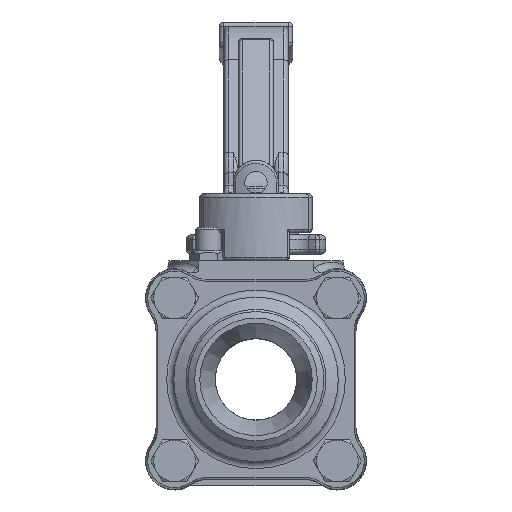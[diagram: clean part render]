
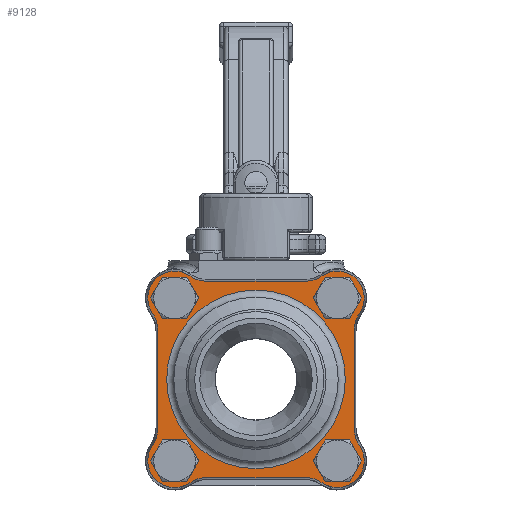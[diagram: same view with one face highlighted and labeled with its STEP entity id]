
A CAD part, front view. The second image highlights one B-rep face of the part: STEP entity #9128.
In plain terms, the highlighted face is planar.
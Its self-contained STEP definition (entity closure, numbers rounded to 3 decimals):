
#607=LINE('',#14538,#1202);
#612=LINE('',#14554,#1207);
#613=LINE('',#14586,#1208);
#614=LINE('',#14593,#1209);
#1202=VECTOR('',#11282,30.579);
#1207=VECTOR('',#11301,30.579);
#1208=VECTOR('',#11340,30.579);
#1209=VECTOR('',#11347,30.579);
#1793=PLANE('',#9849);
#1998=FACE_BOUND('',#2784,.T.);
#1999=FACE_BOUND('',#2785,.T.);
#2000=FACE_BOUND('',#2786,.T.);
#2001=FACE_BOUND('',#2787,.T.);
#2002=FACE_BOUND('',#2788,.T.);
#2159=FACE_OUTER_BOUND('',#2783,.T.);
#2783=EDGE_LOOP('',(#6573,#6574,#6575,#6576,#6577,#6578,#6579,#6580,#6581,
#6582,#6583,#6584,#6585,#6586,#6587,#6588));
#2784=EDGE_LOOP('',(#6589));
#2785=EDGE_LOOP('',(#6590));
#2786=EDGE_LOOP('',(#6591));
#2787=EDGE_LOOP('',(#6592));
#2788=EDGE_LOOP('',(#6593));
#3413=CIRCLE('',#9821,9.431);
#3414=CIRCLE('',#9823,8.369);
#3415=CIRCLE('',#9825,9.431);
#3416=CIRCLE('',#9828,9.431);
#3417=CIRCLE('',#9830,8.369);
#3418=CIRCLE('',#9832,9.431);
#3426=CIRCLE('',#9847,27.85);
#3427=CIRCLE('',#9850,9.431);
#3428=CIRCLE('',#9851,8.369);
#3429=CIRCLE('',#9852,9.431);
#3430=CIRCLE('',#9853,9.431);
#3431=CIRCLE('',#9854,8.369);
#3432=CIRCLE('',#9855,9.431);
#3433=CIRCLE('',#9856,4.25);
#3434=CIRCLE('',#9857,4.25);
#3435=CIRCLE('',#9858,4.25);
#3436=CIRCLE('',#9859,4.25);
#4032=VERTEX_POINT('',#14522);
#4033=VERTEX_POINT('',#14524);
#4034=VERTEX_POINT('',#14528);
#4035=VERTEX_POINT('',#14532);
#4036=VERTEX_POINT('',#14536);
#4037=VERTEX_POINT('',#14540);
#4038=VERTEX_POINT('',#14544);
#4039=VERTEX_POINT('',#14548);
#4040=VERTEX_POINT('',#14552);
#4048=VERTEX_POINT('',#14575);
#4049=VERTEX_POINT('',#14579);
#4050=VERTEX_POINT('',#14581);
#4051=VERTEX_POINT('',#14583);
#4052=VERTEX_POINT('',#14585);
#4053=VERTEX_POINT('',#14587);
#4054=VERTEX_POINT('',#14589);
#4055=VERTEX_POINT('',#14591);
#4056=VERTEX_POINT('',#14594);
#4057=VERTEX_POINT('',#14596);
#4058=VERTEX_POINT('',#14598);
#4059=VERTEX_POINT('',#14600);
#4963=EDGE_CURVE('',#4032,#4033,#3413,.T.);
#4966=EDGE_CURVE('',#4034,#4032,#3414,.T.);
#4968=EDGE_CURVE('',#4035,#4034,#3415,.T.);
#4970=EDGE_CURVE('',#4036,#4035,#607,.T.);
#4972=EDGE_CURVE('',#4037,#4036,#3416,.T.);
#4974=EDGE_CURVE('',#4038,#4037,#3417,.T.);
#4976=EDGE_CURVE('',#4039,#4038,#3418,.T.);
#4978=EDGE_CURVE('',#4040,#4039,#612,.T.);
#4986=EDGE_CURVE('',#4048,#4048,#3426,.T.);
#4987=EDGE_CURVE('',#4049,#4040,#3427,.T.);
#4988=EDGE_CURVE('',#4050,#4049,#3428,.T.);
#4989=EDGE_CURVE('',#4051,#4050,#3429,.T.);
#4990=EDGE_CURVE('',#4052,#4051,#613,.T.);
#4991=EDGE_CURVE('',#4053,#4052,#3430,.T.);
#4992=EDGE_CURVE('',#4054,#4053,#3431,.T.);
#4993=EDGE_CURVE('',#4055,#4054,#3432,.T.);
#4994=EDGE_CURVE('',#4033,#4055,#614,.T.);
#4995=EDGE_CURVE('',#4056,#4056,#3433,.T.);
#4996=EDGE_CURVE('',#4057,#4057,#3434,.T.);
#4997=EDGE_CURVE('',#4058,#4058,#3435,.T.);
#4998=EDGE_CURVE('',#4059,#4059,#3436,.T.);
#6573=ORIENTED_EDGE('',*,*,#4987,.F.);
#6574=ORIENTED_EDGE('',*,*,#4988,.F.);
#6575=ORIENTED_EDGE('',*,*,#4989,.F.);
#6576=ORIENTED_EDGE('',*,*,#4990,.F.);
#6577=ORIENTED_EDGE('',*,*,#4991,.F.);
#6578=ORIENTED_EDGE('',*,*,#4992,.F.);
#6579=ORIENTED_EDGE('',*,*,#4993,.F.);
#6580=ORIENTED_EDGE('',*,*,#4994,.F.);
#6581=ORIENTED_EDGE('',*,*,#4963,.F.);
#6582=ORIENTED_EDGE('',*,*,#4966,.F.);
#6583=ORIENTED_EDGE('',*,*,#4968,.F.);
#6584=ORIENTED_EDGE('',*,*,#4970,.F.);
#6585=ORIENTED_EDGE('',*,*,#4972,.F.);
#6586=ORIENTED_EDGE('',*,*,#4974,.F.);
#6587=ORIENTED_EDGE('',*,*,#4976,.F.);
#6588=ORIENTED_EDGE('',*,*,#4978,.F.);
#6589=ORIENTED_EDGE('',*,*,#4995,.T.);
#6590=ORIENTED_EDGE('',*,*,#4996,.T.);
#6591=ORIENTED_EDGE('',*,*,#4997,.T.);
#6592=ORIENTED_EDGE('',*,*,#4998,.T.);
#6593=ORIENTED_EDGE('',*,*,#4986,.F.);
#9128=ADVANCED_FACE('',(#2159,#1998,#1999,#2000,#2001,#2002),#1793,.T.);
#9821=AXIS2_PLACEMENT_3D('',#14525,#11266,#11267);
#9823=AXIS2_PLACEMENT_3D('',#14530,#11272,#11273);
#9825=AXIS2_PLACEMENT_3D('',#14534,#11277,#11278);
#9828=AXIS2_PLACEMENT_3D('',#14542,#11286,#11287);
#9830=AXIS2_PLACEMENT_3D('',#14546,#11291,#11292);
#9832=AXIS2_PLACEMENT_3D('',#14550,#11296,#11297);
#9847=AXIS2_PLACEMENT_3D('',#14576,#11328,#11329);
#9849=AXIS2_PLACEMENT_3D('',#14578,#11332,#11333);
#9850=AXIS2_PLACEMENT_3D('',#14580,#11334,#11335);
#9851=AXIS2_PLACEMENT_3D('',#14582,#11336,#11337);
#9852=AXIS2_PLACEMENT_3D('',#14584,#11338,#11339);
#9853=AXIS2_PLACEMENT_3D('',#14588,#11341,#11342);
#9854=AXIS2_PLACEMENT_3D('',#14590,#11343,#11344);
#9855=AXIS2_PLACEMENT_3D('',#14592,#11345,#11346);
#9856=AXIS2_PLACEMENT_3D('',#14595,#11348,#11349);
#9857=AXIS2_PLACEMENT_3D('',#14597,#11350,#11351);
#9858=AXIS2_PLACEMENT_3D('',#14599,#11352,#11353);
#9859=AXIS2_PLACEMENT_3D('',#14601,#11354,#11355);
#11266=DIRECTION('center_axis',(0.,1.,0.));
#11267=DIRECTION('ref_axis',(-0.823,0.,-0.568));
#11272=DIRECTION('center_axis',(0.,-1.,0.));
#11273=DIRECTION('ref_axis',(-0.823,0.,-0.568));
#11277=DIRECTION('center_axis',(0.,1.,0.));
#11278=DIRECTION('ref_axis',(0.,0.,1.));
#11282=DIRECTION('',(1.,0.,0.));
#11286=DIRECTION('center_axis',(0.,1.,0.));
#11287=DIRECTION('ref_axis',(-0.568,0.,0.823));
#11291=DIRECTION('center_axis',(0.,-1.,0.));
#11292=DIRECTION('ref_axis',(-0.568,0.,0.823));
#11296=DIRECTION('center_axis',(0.,1.,0.));
#11297=DIRECTION('ref_axis',(1.,0.,0.));
#11301=DIRECTION('',(0.,0.,-1.));
#11328=DIRECTION('center_axis',(0.,1.,0.));
#11329=DIRECTION('ref_axis',(0.,0.,1.));
#11332=DIRECTION('center_axis',(0.,1.,0.));
#11333=DIRECTION('ref_axis',(0.,0.,1.));
#11334=DIRECTION('center_axis',(0.,1.,0.));
#11335=DIRECTION('ref_axis',(0.823,0.,0.568));
#11336=DIRECTION('center_axis',(0.,-1.,0.));
#11337=DIRECTION('ref_axis',(0.823,0.,0.568));
#11338=DIRECTION('center_axis',(0.,1.,0.));
#11339=DIRECTION('ref_axis',(0.,0.,-1.));
#11340=DIRECTION('',(-1.,0.,0.));
#11341=DIRECTION('center_axis',(0.,1.,0.));
#11342=DIRECTION('ref_axis',(0.568,0.,-0.823));
#11343=DIRECTION('center_axis',(0.,-1.,0.));
#11344=DIRECTION('ref_axis',(0.568,0.,-0.823));
#11345=DIRECTION('center_axis',(0.,1.,0.));
#11346=DIRECTION('ref_axis',(-1.,0.,0.));
#11347=DIRECTION('',(0.,0.,1.));
#11348=DIRECTION('center_axis',(0.,-1.,0.));
#11349=DIRECTION('ref_axis',(1.,0.,0.));
#11350=DIRECTION('center_axis',(0.,-1.,0.));
#11351=DIRECTION('ref_axis',(0.,0.,-1.));
#11352=DIRECTION('center_axis',(0.,-1.,0.));
#11353=DIRECTION('ref_axis',(-1.,0.,0.));
#11354=DIRECTION('center_axis',(0.,-1.,0.));
#11355=DIRECTION('ref_axis',(0.,0.,1.));
#14522=CARTESIAN_POINT('',(32.288,10.125,-20.646));
#14524=CARTESIAN_POINT('',(30.619,10.125,-15.29));
#14525=CARTESIAN_POINT('Origin',(40.05,10.125,-15.29));
#14528=CARTESIAN_POINT('',(20.646,10.125,-32.288));
#14530=CARTESIAN_POINT('Origin',(25.4,10.125,-25.4));
#14532=CARTESIAN_POINT('',(15.29,10.125,-30.619));
#14534=CARTESIAN_POINT('Origin',(15.29,10.125,-40.05));
#14536=CARTESIAN_POINT('',(-15.29,10.125,-30.619));
#14538=CARTESIAN_POINT('',(-15.29,10.125,-30.619));
#14540=CARTESIAN_POINT('',(-20.646,10.125,-32.288));
#14542=CARTESIAN_POINT('Origin',(-15.29,10.125,-40.05));
#14544=CARTESIAN_POINT('',(-32.288,10.125,-20.646));
#14546=CARTESIAN_POINT('Origin',(-25.4,10.125,-25.4));
#14548=CARTESIAN_POINT('',(-30.619,10.125,-15.29));
#14550=CARTESIAN_POINT('Origin',(-40.05,10.125,-15.29));
#14552=CARTESIAN_POINT('',(-30.619,10.125,15.29));
#14554=CARTESIAN_POINT('',(-30.619,10.125,15.29));
#14575=CARTESIAN_POINT('',(0.,10.125,-27.85));
#14576=CARTESIAN_POINT('Origin',(0.,10.125,0.));
#14578=CARTESIAN_POINT('Origin',(0.,10.125,0.));
#14579=CARTESIAN_POINT('',(-32.288,10.125,20.646));
#14580=CARTESIAN_POINT('Origin',(-40.05,10.125,15.29));
#14581=CARTESIAN_POINT('',(-20.646,10.125,32.288));
#14582=CARTESIAN_POINT('Origin',(-25.4,10.125,25.4));
#14583=CARTESIAN_POINT('',(-15.29,10.125,30.619));
#14584=CARTESIAN_POINT('Origin',(-15.29,10.125,40.05));
#14585=CARTESIAN_POINT('',(15.29,10.125,30.619));
#14586=CARTESIAN_POINT('',(15.29,10.125,30.619));
#14587=CARTESIAN_POINT('',(20.646,10.125,32.288));
#14588=CARTESIAN_POINT('Origin',(15.29,10.125,40.05));
#14589=CARTESIAN_POINT('',(32.288,10.125,20.646));
#14590=CARTESIAN_POINT('Origin',(25.4,10.125,25.4));
#14591=CARTESIAN_POINT('',(30.619,10.125,15.29));
#14592=CARTESIAN_POINT('Origin',(40.05,10.125,15.29));
#14593=CARTESIAN_POINT('',(30.619,10.125,-15.29));
#14594=CARTESIAN_POINT('',(-29.65,10.125,25.4));
#14595=CARTESIAN_POINT('Origin',(-25.4,10.125,25.4));
#14596=CARTESIAN_POINT('',(25.4,10.125,29.65));
#14597=CARTESIAN_POINT('Origin',(25.4,10.125,25.4));
#14598=CARTESIAN_POINT('',(29.65,10.125,-25.4));
#14599=CARTESIAN_POINT('Origin',(25.4,10.125,-25.4));
#14600=CARTESIAN_POINT('',(-25.4,10.125,-29.65));
#14601=CARTESIAN_POINT('Origin',(-25.4,10.125,-25.4));
